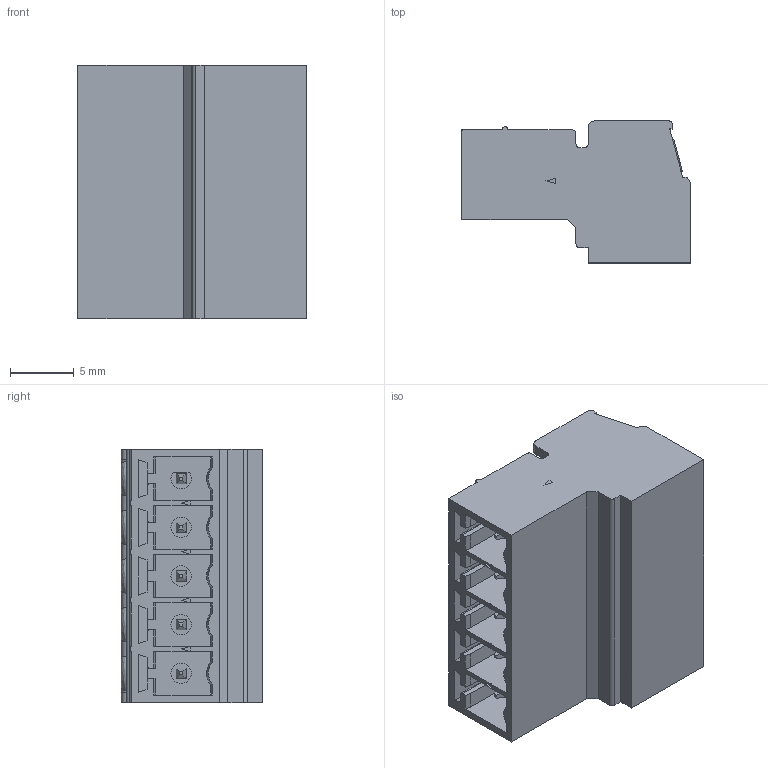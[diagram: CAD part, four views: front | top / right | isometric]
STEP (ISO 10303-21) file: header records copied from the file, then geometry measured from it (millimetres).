
FILE_DESCRIPTION (( 'STEP AP214' ), '1' );
FILE_NAME ('9194_50-01__112832_Stiftleiste.step', '2020-05-29T13:05:59', ( '' ), ( '' ), 'SwSTEP 2.0', 'SolidWorks 2018', '' );
FILE_SCHEMA (( 'AUTOMOTIVE_DESIGN' ));
Length unit declared in the file: millimetre
Products named in the file (1): 9194_50-01__112832_Stiftleiste
Bounding box: 17.9 x 11.1 x 19.84 mm (x, y, z)
Volume: 2307.2 mm3; surface area: 2649.6 mm2
Topology: 1 solids, 1 shells, 490 faces, 1330 edges, 873 vertices
Faces by surface type: plane 313, cylinder 94, bspline 63, cone 20
Full cylindrical faces by diameter (mm): 1.6 x4, 2.8 x5, 2.9 x5
Entity records: 18665 total; most frequent: CARTESIAN_POINT 5878, ORIENTED_EDGE 2602, DIRECTION 2115, EDGE_CURVE 1301, VERTEX_POINT 868, VECTOR 843, LINE 843, AXIS2_PLACEMENT_3D 636
